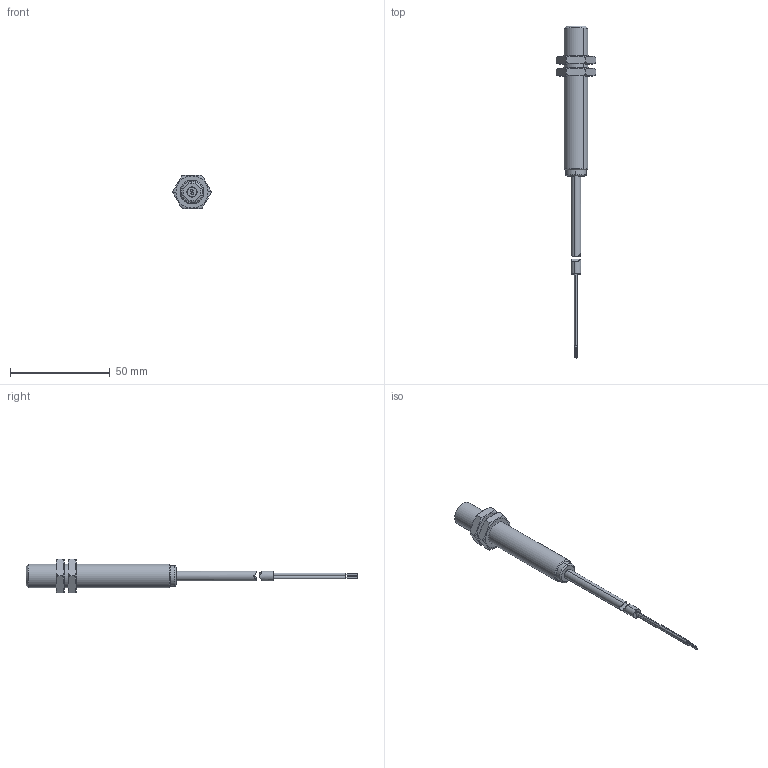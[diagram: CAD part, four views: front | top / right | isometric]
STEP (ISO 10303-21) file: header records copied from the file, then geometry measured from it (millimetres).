
FILE_DESCRIPTION (( 'STEP AP214' ), '1' );
FILE_NAME ('D122.STEP', '2022-02-10T11:51:04', ( '' ), ( '' ), 'SwSTEP 2.0', 'SolidWorks 2021', '' );
FILE_SCHEMA (( 'AUTOMOTIVE_DESIGN' ));
Length unit declared in the file: millimetre
Products named in the file (5): 1VDA12010000; 1STA 13 05 0000; 1D12 25 xx xxxx; D122; Cavo 1PDA
Assembly tree (5 placements, depth 2):
  D122
    1D12 25 xx xxxx
    Cavo 1PDA
    1STA 13 05 0000
    1VDA12010000  x2
Bounding box: 19.63 x 166 x 17 mm (x, y, z)
Volume: 6553.1 mm3; surface area: 7951.1 mm2
Topology: 6 solids, 6 shells, 78 faces, 166 edges, 108 vertices
Faces by surface type: plane 30, cylinder 28, torus 10, cone 8, bspline 2
Entity records: 2511 total; most frequent: CARTESIAN_POINT 722, DIRECTION 320, ORIENTED_EDGE 260, AXIS2_PLACEMENT_3D 140, EDGE_CURVE 130, VERTEX_POINT 84, EDGE_LOOP 76, CIRCLE 70
